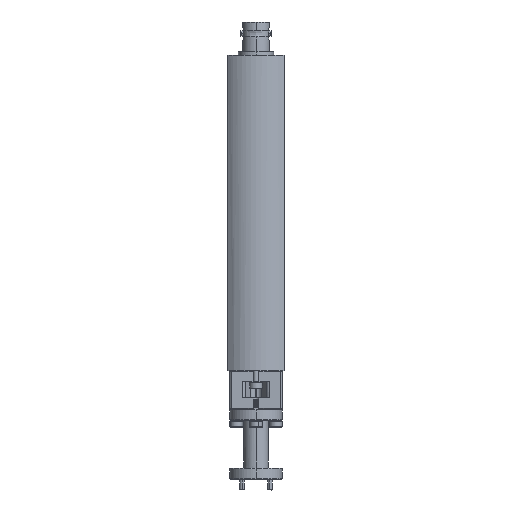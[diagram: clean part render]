
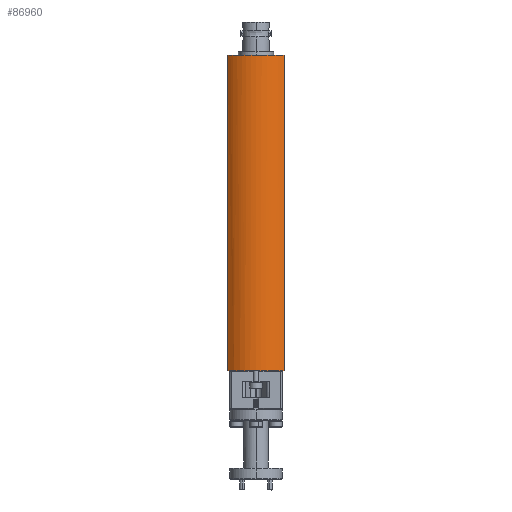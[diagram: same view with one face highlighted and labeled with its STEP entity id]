
A CAD part, front view. The second image highlights one B-rep face of the part: STEP entity #86960.
In plain terms, the highlighted cylindrical face has radius 15.24 mm (diameter 30.48 mm), a partial arc.
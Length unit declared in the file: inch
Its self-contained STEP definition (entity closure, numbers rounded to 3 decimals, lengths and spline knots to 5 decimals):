
#48 = CARTESIAN_POINT ( 'NONE',  ( -0.14592, -0.58654, 4.5 ) ) ;
#648 = CARTESIAN_POINT ( 'NONE',  ( 0., 0., 4.5 ) ) ;
#1528 = FACE_OUTER_BOUND ( 'NONE', #87305, .T. ) ;
#1868 = CARTESIAN_POINT ( 'NONE',  ( -0.4, -0.44721, 0. ) ) ;
#2065 = AXIS2_PLACEMENT_3D ( 'NONE', #648, #28487, #29384 ) ;
#8177 = B_SPLINE_CURVE_WITH_KNOTS ( 'NONE', 3,
 ( #21832, #30033, #77987, #15443 ),
 .UNSPECIFIED., .F., .F.,
 ( 4, 4 ),
 ( 0., 1. ),
 .UNSPECIFIED. ) ;
#10128 = EDGE_CURVE ( 'NONE', #61931, #26597, #89048, .T. ) ;
#12393 = CARTESIAN_POINT ( 'NONE',  ( 0.28226, -0.53447, 4.5 ) ) ;
#12833 = CARTESIAN_POINT ( 'NONE',  ( -0.4, -0.44721, 4.5 ) ) ;
#14032 = CARTESIAN_POINT ( 'NONE',  ( -0.4, -0.44721, 4.28667 ) ) ;
#15443 = CARTESIAN_POINT ( 'NONE',  ( -0.4, -0.44721, 0. ) ) ;
#17452 = EDGE_CURVE ( 'NONE', #26597, #33151, #46153, .T. ) ;
#20581 = CARTESIAN_POINT ( 'NONE',  ( -0.28226, -0.53447, 4.5 ) ) ;
#20949 = CARTESIAN_POINT ( 'NONE',  ( 0.28226, -0.53447, 0. ) ) ;
#21832 = CARTESIAN_POINT ( 'NONE',  ( -0.4, -0.44721, 4.18 ) ) ;
#26493 = CARTESIAN_POINT ( 'NONE',  ( 0.4, -0.44721, 0. ) ) ;
#26597 = VERTEX_POINT ( 'NONE', #26493 ) ;
#26873 = CARTESIAN_POINT ( 'NONE',  ( -0.4, -0.44721, 0. ) ) ;
#28409 = VERTEX_POINT ( 'NONE', #42920 ) ;
#28487 = DIRECTION ( 'NONE',  ( 0., 0., -1. ) ) ;
#29384 = DIRECTION ( 'NONE',  ( -1., 0., 0. ) ) ;
#30033 = CARTESIAN_POINT ( 'NONE',  ( -0.4, -0.44721, 2.78667 ) ) ;
#33151 = VERTEX_POINT ( 'NONE', #76363 ) ;
#33470 = ORIENTED_EDGE ( 'NONE', *, *, #10128, .T. ) ;
#33739 = ORIENTED_EDGE ( 'NONE', *, *, #57396, .T. ) ;
#35218 = EDGE_CURVE ( 'NONE', #33151, #58231, #76589, .T. ) ;
#39316 = EDGE_CURVE ( 'NONE', #28409, #61931, #8177, .T. ) ;
#39799 = CARTESIAN_POINT ( 'NONE',  ( 0.4, -0.44721, 4.5 ) ) ;
#40128 = CARTESIAN_POINT ( 'NONE',  ( -0.4, -0.44721, 4.5 ) ) ;
#41060 = CARTESIAN_POINT ( 'NONE',  ( 0.07297, -0.6, 0. ) ) ;
#41605 = CARTESIAN_POINT ( 'NONE',  ( -0.07297, -0.6, 4.5 ) ) ;
#42920 = CARTESIAN_POINT ( 'NONE',  ( -0.4, -0.44721, 4.18 ) ) ;
#44304 = ORIENTED_EDGE ( 'NONE', *, *, #35218, .T. ) ;
#46153 = B_SPLINE_CURVE_WITH_KNOTS ( 'NONE', 3,
 ( #68283, #88440, #54545, #54098 ),
 .UNSPECIFIED., .F., .F.,
 ( 4, 4 ),
 ( 0., 1. ),
 .UNSPECIFIED. ) ;
#47523 = CARTESIAN_POINT ( 'NONE',  ( 0.34561, -0.49586, 4.5 ) ) ;
#47885 = CARTESIAN_POINT ( 'NONE',  ( -0.14592, -0.58654, 0. ) ) ;
#48261 = CARTESIAN_POINT ( 'NONE',  ( -0.4, -0.44721, 4.18 ) ) ;
#48331 = CARTESIAN_POINT ( 'NONE',  ( -0.34561, -0.49586, 0. ) ) ;
#49147 = CARTESIAN_POINT ( 'NONE',  ( -0.4, -0.44721, 4.39333 ) ) ;
#51037 = ORIENTED_EDGE ( 'NONE', *, *, #39316, .T. ) ;
#54098 = CARTESIAN_POINT ( 'NONE',  ( 0.4, -0.44721, 4.5 ) ) ;
#54545 = CARTESIAN_POINT ( 'NONE',  ( 0.4, -0.44721, 3. ) ) ;
#54688 = CARTESIAN_POINT ( 'NONE',  ( -0.28226, -0.53447, 0. ) ) ;
#57396 = EDGE_CURVE ( 'NONE', #58231, #28409, #62051, .T. ) ;
#58231 = VERTEX_POINT ( 'NONE', #40128 ) ;
#61174 = CARTESIAN_POINT ( 'NONE',  ( -0.34561, -0.49586, 4.5 ) ) ;
#61931 = VERTEX_POINT ( 'NONE', #1868 ) ;
#62051 = B_SPLINE_CURVE_WITH_KNOTS ( 'NONE', 3,
 ( #62845, #49147, #14032, #48261 ),
 .UNSPECIFIED., .F., .F.,
 ( 4, 4 ),
 ( 0., 1. ),
 .UNSPECIFIED. ) ;
#62845 = CARTESIAN_POINT ( 'NONE',  ( -0.4, -0.44721, 4.5 ) ) ;
#66843 = CARTESIAN_POINT ( 'NONE',  ( 0.34561, -0.49586, 0. ) ) ;
#67620 = CARTESIAN_POINT ( 'NONE',  ( 0.14592, -0.58654, 4.5 ) ) ;
#68283 = CARTESIAN_POINT ( 'NONE',  ( 0.4, -0.44721, 0. ) ) ;
#71345 = CYLINDRICAL_SURFACE ( 'NONE', #2065, 0.6 ) ;
#75374 = CARTESIAN_POINT ( 'NONE',  ( 0.07297, -0.6, 4.5 ) ) ;
#75750 = CARTESIAN_POINT ( 'NONE',  ( -0.07297, -0.6, 0. ) ) ;
#76185 = CARTESIAN_POINT ( 'NONE',  ( 0.14592, -0.58654, 0. ) ) ;
#76363 = CARTESIAN_POINT ( 'NONE',  ( 0.4, -0.44721, 4.5 ) ) ;
#76589 = B_SPLINE_CURVE_WITH_KNOTS ( 'NONE', 3,
 ( #39799, #47523, #12393, #67620, #75374, #41605, #48, #20581, #61174, #12833 ),
 .UNSPECIFIED., .F., .F.,
 ( 4, 2, 2, 2, 4 ),
 ( 0., 0.25, 0.5, 0.75, 1. ),
 .UNSPECIFIED. ) ;
#77987 = CARTESIAN_POINT ( 'NONE',  ( -0.4, -0.44721, 1.39333 ) ) ;
#79645 = CARTESIAN_POINT ( 'NONE',  ( 0.4, -0.44721, 0. ) ) ;
#86096 = ORIENTED_EDGE ( 'NONE', *, *, #17452, .T. ) ;
#86960 = ADVANCED_FACE ( 'NONE', ( #1528 ), #71345, .T. ) ;
#87305 = EDGE_LOOP ( 'NONE', ( #33739, #51037, #33470, #86096, #44304 ) ) ;
#88440 = CARTESIAN_POINT ( 'NONE',  ( 0.4, -0.44721, 1.5 ) ) ;
#89048 = B_SPLINE_CURVE_WITH_KNOTS ( 'NONE', 3,
 ( #26873, #48331, #54688, #47885, #75750, #41060, #76185, #20949, #66843, #79645 ),
 .UNSPECIFIED., .F., .F.,
 ( 4, 2, 2, 2, 4 ),
 ( 0., 0.25, 0.5, 0.75, 1. ),
 .UNSPECIFIED. ) ;
